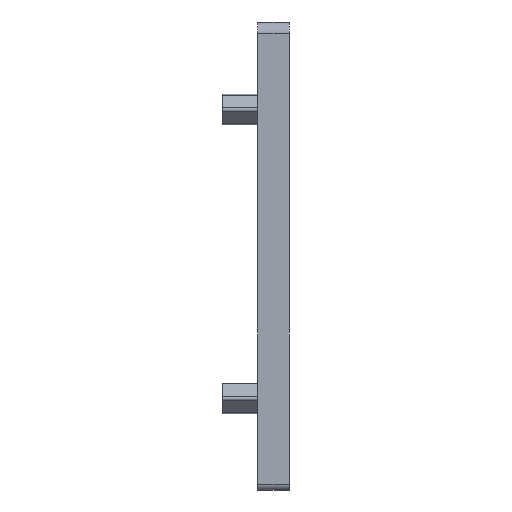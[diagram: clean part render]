
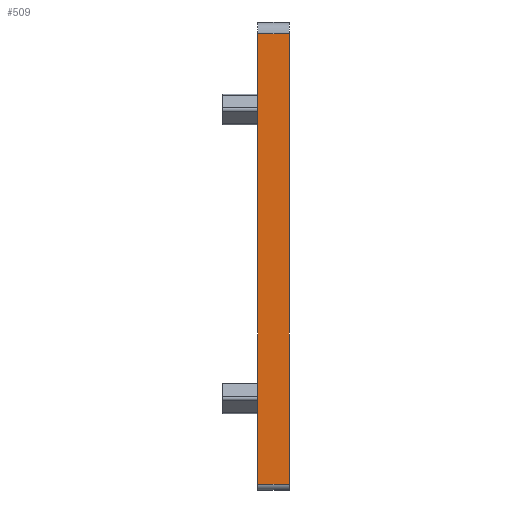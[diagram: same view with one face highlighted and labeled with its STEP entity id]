
A CAD part, front view. The second image highlights one B-rep face of the part: STEP entity #509.
In plain terms, the highlighted planar face has unit normal (0, -1, 0).
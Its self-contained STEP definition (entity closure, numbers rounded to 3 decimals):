
#501=AXIS2_PLACEMENT_3D('Plane Axis2P3D',#498,#499,#500) ;
#112=CARTESIAN_POINT('Vertex',(3.,0.,0.5)) ;
#115=CARTESIAN_POINT('Line Origine',(3.,0.,19.8)) ;
#119=CARTESIAN_POINT('Vertex',(3.,0.,39.1)) ;
#404=CARTESIAN_POINT('Vertex',(5.7,0.,39.1)) ;
#407=CARTESIAN_POINT('Line Origine',(5.7,0.,19.8)) ;
#411=CARTESIAN_POINT('Vertex',(5.7,0.,0.5)) ;
#435=CARTESIAN_POINT('Line Origine',(4.35,0.,0.5)) ;
#486=CARTESIAN_POINT('Line Origine',(4.35,0.,39.1)) ;
#498=CARTESIAN_POINT('Axis2P3D Location',(-9.,0.,39.1)) ;
#116=DIRECTION('Vector Direction',(0.,0.,-1.)) ;
#408=DIRECTION('Vector Direction',(0.,0.,-1.)) ;
#436=DIRECTION('Vector Direction',(1.,0.,0.)) ;
#487=DIRECTION('Vector Direction',(1.,0.,0.)) ;
#499=DIRECTION('Axis2P3D Direction',(0.,-1.,0.)) ;
#500=DIRECTION('Axis2P3D XDirection',(0.,0.,-1.)) ;
#117=VECTOR('Line Direction',#116,1.) ;
#409=VECTOR('Line Direction',#408,1.) ;
#437=VECTOR('Line Direction',#436,1.) ;
#488=VECTOR('Line Direction',#487,1.) ;
#504=ORIENTED_EDGE('',*,*,#490,.F.) ;
#505=ORIENTED_EDGE('',*,*,#121,.T.) ;
#506=ORIENTED_EDGE('',*,*,#439,.T.) ;
#507=ORIENTED_EDGE('',*,*,#413,.F.) ;
#509=ADVANCED_FACE('K\X2\00F6\X0\rper.2',(#508),#502,.T.) ;
#121=EDGE_CURVE('',#120,#113,#118,.T.) ;
#413=EDGE_CURVE('',#405,#412,#410,.T.) ;
#439=EDGE_CURVE('',#113,#412,#438,.T.) ;
#490=EDGE_CURVE('',#120,#405,#489,.T.) ;
#503=EDGE_LOOP('',(#504,#505,#506,#507)) ;
#508=FACE_OUTER_BOUND('',#503,.T.) ;
#118=LINE('Line',#115,#117) ;
#410=LINE('Line',#407,#409) ;
#438=LINE('Line',#435,#437) ;
#489=LINE('Line',#486,#488) ;
#502=PLANE('',#501) ;
#113=VERTEX_POINT('',#112) ;
#120=VERTEX_POINT('',#119) ;
#405=VERTEX_POINT('',#404) ;
#412=VERTEX_POINT('',#411) ;
